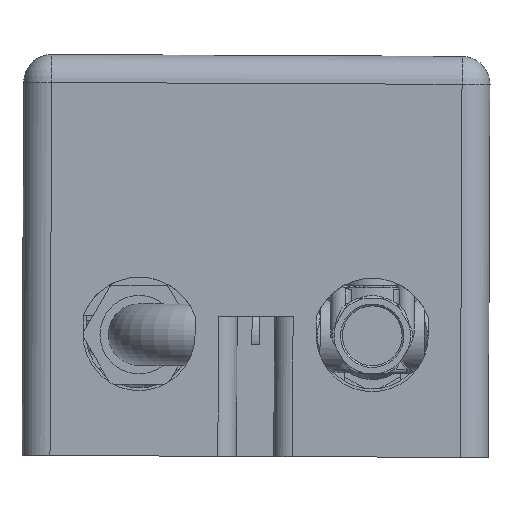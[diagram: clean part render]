
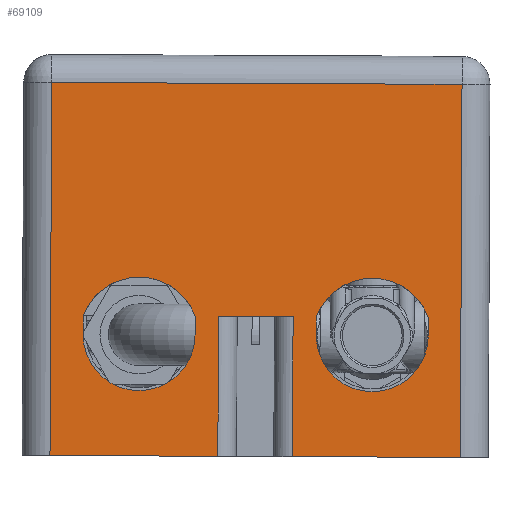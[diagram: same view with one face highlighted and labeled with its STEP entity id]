
A CAD part, front view. The second image highlights one B-rep face of the part: STEP entity #69109.
In plain terms, the highlighted planar face has unit normal (0, -1, 0).
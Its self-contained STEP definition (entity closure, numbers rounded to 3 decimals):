
#2200=FACE_BOUND('',#11812,.T.);
#2201=FACE_BOUND('',#11813,.T.);
#2661=CIRCLE('',#70794,3.2);
#2664=CIRCLE('',#70808,3.2);
#3896=CIRCLE('',#74018,3.);
#3900=CIRCLE('',#74033,3.);
#7959=FACE_OUTER_BOUND('',#11811,.T.);
#11811=EDGE_LOOP('',(#57742,#57743,#57744,#57745,#57746,#57747,#57748,#57749));
#11812=EDGE_LOOP('',(#57750,#57751,#57752,#57753));
#11813=EDGE_LOOP('',(#57754,#57755,#57756,#57757));
#14068=LINE('',#104948,#20689);
#14188=LINE('',#105384,#20809);
#18256=LINE('',#117278,#24877);
#18259=LINE('',#117286,#24880);
#18262=LINE('',#117297,#24883);
#18264=LINE('',#117302,#24885);
#18274=LINE('',#117322,#24895);
#18275=LINE('',#117325,#24896);
#18283=LINE('',#117344,#24904);
#18286=LINE('',#117348,#24907);
#18300=LINE('',#117387,#24921);
#18310=LINE('',#117417,#24931);
#20689=VECTOR('',#77939,4.);
#20809=VECTOR('',#78301,22.);
#24877=VECTOR('',#88653,7.5);
#24880=VECTOR('',#88662,9.);
#24883=VECTOR('',#88671,9.);
#24885=VECTOR('',#88677,7.5);
#24895=VECTOR('',#88697,20.);
#24896=VECTOR('',#88700,1.);
#24904=VECTOR('',#88718,1.);
#24907=VECTOR('',#88723,20.);
#24921=VECTOR('',#88773,1.);
#24931=VECTOR('',#88819,1.);
#27420=VERTEX_POINT('',#104942);
#27422=VERTEX_POINT('',#104946);
#27499=VERTEX_POINT('',#105277);
#27500=VERTEX_POINT('',#105279);
#27511=VERTEX_POINT('',#105319);
#27512=VERTEX_POINT('',#105321);
#27530=VERTEX_POINT('',#105376);
#27533=VERTEX_POINT('',#105383);
#31002=VERTEX_POINT('',#117277);
#31004=VERTEX_POINT('',#117285);
#31008=VERTEX_POINT('',#117294);
#31009=VERTEX_POINT('',#117296);
#31016=VERTEX_POINT('',#117324);
#31022=VERTEX_POINT('',#117343);
#31029=VERTEX_POINT('',#117385);
#31031=VERTEX_POINT('',#117413);
#34599=EDGE_CURVE('',#27422,#27420,#14068,.T.);
#34722=EDGE_CURVE('',#27500,#27499,#2661,.T.);
#34744=EDGE_CURVE('',#27512,#27511,#2664,.T.);
#34774=EDGE_CURVE('',#27530,#27533,#14188,.T.);
#40096=EDGE_CURVE('',#27420,#31002,#18256,.T.);
#40100=EDGE_CURVE('',#31002,#31004,#18259,.T.);
#40106=EDGE_CURVE('',#31008,#31009,#18262,.T.);
#40109=EDGE_CURVE('',#31009,#27422,#18264,.T.);
#40119=EDGE_CURVE('',#31008,#27533,#18274,.T.);
#40120=EDGE_CURVE('',#31016,#27512,#18275,.T.);
#40130=EDGE_CURVE('',#31022,#27500,#18283,.T.);
#40133=EDGE_CURVE('',#31004,#27530,#18286,.T.);
#40151=EDGE_CURVE('',#27511,#31029,#18300,.T.);
#40152=EDGE_CURVE('',#31029,#31016,#3896,.T.);
#40164=EDGE_CURVE('',#31031,#31022,#3900,.T.);
#40166=EDGE_CURVE('',#27499,#31031,#18310,.T.);
#57742=ORIENTED_EDGE('',*,*,#40119,.T.);
#57743=ORIENTED_EDGE('',*,*,#34774,.F.);
#57744=ORIENTED_EDGE('',*,*,#40133,.F.);
#57745=ORIENTED_EDGE('',*,*,#40100,.F.);
#57746=ORIENTED_EDGE('',*,*,#40096,.F.);
#57747=ORIENTED_EDGE('',*,*,#34599,.F.);
#57748=ORIENTED_EDGE('',*,*,#40109,.F.);
#57749=ORIENTED_EDGE('',*,*,#40106,.F.);
#57750=ORIENTED_EDGE('',*,*,#40151,.T.);
#57751=ORIENTED_EDGE('',*,*,#40152,.T.);
#57752=ORIENTED_EDGE('',*,*,#40120,.T.);
#57753=ORIENTED_EDGE('',*,*,#34744,.T.);
#57754=ORIENTED_EDGE('',*,*,#40166,.T.);
#57755=ORIENTED_EDGE('',*,*,#40164,.T.);
#57756=ORIENTED_EDGE('',*,*,#40130,.T.);
#57757=ORIENTED_EDGE('',*,*,#34722,.T.);
#63971=PLANE('',#74051);
#69109=ADVANCED_FACE('',(#7959,#2200,#2201),#63971,.T.);
#70794=AXIS2_PLACEMENT_3D('',#105280,#78187,#78188);
#70808=AXIS2_PLACEMENT_3D('',#105322,#78231,#78232);
#74018=AXIS2_PLACEMENT_3D('',#117389,#88776,#88777);
#74033=AXIS2_PLACEMENT_3D('',#117414,#88814,#88815);
#74051=AXIS2_PLACEMENT_3D('',#117442,#88860,#88861);
#77939=DIRECTION('',(-1.,0.,0.005));
#78187=DIRECTION('center_axis',(0.,1.,0.));
#78188=DIRECTION('ref_axis',(-0.936,0.,0.352));
#78231=DIRECTION('center_axis',(0.,1.,0.));
#78232=DIRECTION('ref_axis',(0.939,0.,0.344));
#78301=DIRECTION('',(1.,0.,-0.005));
#88653=DIRECTION('',(-0.005,0.,-1.));
#88662=DIRECTION('',(-1.,0.,0.005));
#88671=DIRECTION('',(-1.,0.,0.005));
#88677=DIRECTION('',(0.005,0.,1.));
#88697=DIRECTION('',(0.005,0.,1.));
#88700=DIRECTION('',(0.005,0.,1.));
#88718=DIRECTION('',(0.005,0.,1.));
#88723=DIRECTION('',(0.005,0.,1.));
#88773=DIRECTION('',(-0.005,0.,-1.));
#88776=DIRECTION('center_axis',(0.,1.,0.));
#88777=DIRECTION('ref_axis',(1.,0.,-0.005));
#88814=DIRECTION('center_axis',(0.,1.,0.));
#88815=DIRECTION('ref_axis',(-1.,0.,0.005));
#88819=DIRECTION('',(-0.005,0.,-1.));
#88860=DIRECTION('center_axis',(0.,-1.,0.));
#88861=DIRECTION('ref_axis',(-0.005,0.,-1.));
#104942=CARTESIAN_POINT('',(3.895,-6.148,41.322));
#104946=CARTESIAN_POINT('',(7.895,-6.148,41.304));
#104948=CARTESIAN_POINT('',(18.394,-6.148,41.256));
#105277=CARTESIAN_POINT('',(2.645,-6.148,41.328));
#105279=CARTESIAN_POINT('',(-3.355,-6.148,41.355));
#105280=CARTESIAN_POINT('Origin',(-0.36,-6.148,
40.228));
#105319=CARTESIAN_POINT('',(15.144,-6.148,41.271));
#105321=CARTESIAN_POINT('',(9.145,-6.148,41.298));
#105322=CARTESIAN_POINT('Origin',(12.139,-6.148,40.171));
#105376=CARTESIAN_POINT('',(-5.048,-6.148,53.863));
#105383=CARTESIAN_POINT('',(16.952,-6.148,53.763));
#105384=CARTESIAN_POINT('',(12.202,-6.148,53.784));
#117277=CARTESIAN_POINT('',(3.86,-6.148,33.822));
#117278=CARTESIAN_POINT('',(3.88,-6.148,38.072));
#117285=CARTESIAN_POINT('',(-5.14,-6.148,33.864));
#117286=CARTESIAN_POINT('',(16.86,-6.148,33.763));
#117294=CARTESIAN_POINT('',(16.86,-6.148,33.763));
#117296=CARTESIAN_POINT('',(7.86,-6.148,33.804));
#117297=CARTESIAN_POINT('',(16.86,-6.148,33.763));
#117302=CARTESIAN_POINT('',(7.88,-6.148,38.054));
#117322=CARTESIAN_POINT('',(16.86,-6.148,33.763));
#117324=CARTESIAN_POINT('',(9.14,-6.148,40.298));
#117325=CARTESIAN_POINT('',(9.125,-6.148,37.048));
#117343=CARTESIAN_POINT('',(-3.36,-6.148,40.355));
#117344=CARTESIAN_POINT('',(-3.37,-6.148,38.105));
#117348=CARTESIAN_POINT('',(-5.14,-6.148,33.864));
#117385=CARTESIAN_POINT('',(15.14,-6.148,40.271));
#117387=CARTESIAN_POINT('',(15.13,-6.148,38.021));
#117389=CARTESIAN_POINT('Origin',(12.14,-6.148,40.284));
#117413=CARTESIAN_POINT('',(2.64,-6.148,40.328));
#117414=CARTESIAN_POINT('Origin',(-0.36,-6.148,
40.342));
#117417=CARTESIAN_POINT('',(2.625,-6.148,37.078));
#117442=CARTESIAN_POINT('Origin',(16.86,-6.148,33.763));
